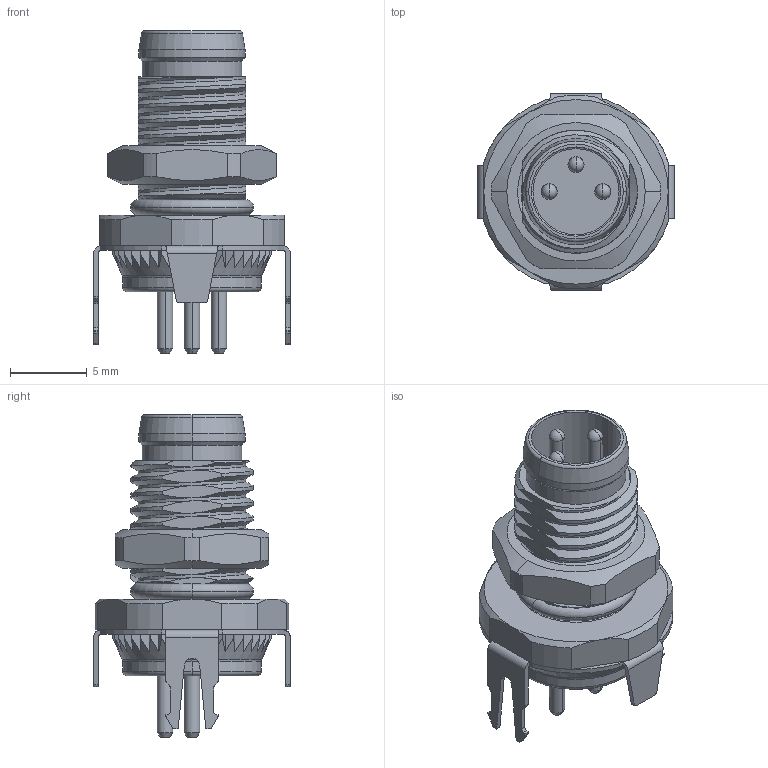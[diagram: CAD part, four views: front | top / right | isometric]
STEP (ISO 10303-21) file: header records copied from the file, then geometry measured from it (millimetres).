
FILE_DESCRIPTION((''),'2;1');
FILE_NAME('PRT0001223_3','2025-09-23T',('gongcheng16'),(''),'PRO/ENGINEER BY PARAMETRIC TECHNOLOGY CORPORATION, 2010280','PRO/ENGINEER BY PARAMETRIC TECHNOLOGY CORPORATION, 2010280','');
FILE_SCHEMA(('CONFIG_CONTROL_DESIGN'));
Length unit declared in the file: millimetre
Products named in the file (1): PRT0001223_3
Bounding box: 12.8 x 12.8 x 21 mm (x, y, z)
Volume: 359.5 mm3; surface area: 2412.1 mm2
Topology: 1 solids, 9 shells, 614 faces, 1584 edges, 1011 vertices
Faces by surface type: plane 293, cylinder 197, cone 58, bspline 43, torus 17, sphere 6
Entity records: 26586 total; most frequent: CARTESIAN_POINT 11864, ORIENTED_EDGE 3156, DIRECTION 2938, EDGE_CURVE 1578, AXIS2_PLACEMENT_3D 1078, VERTEX_POINT 1011, VECTOR 782, LINE 782
